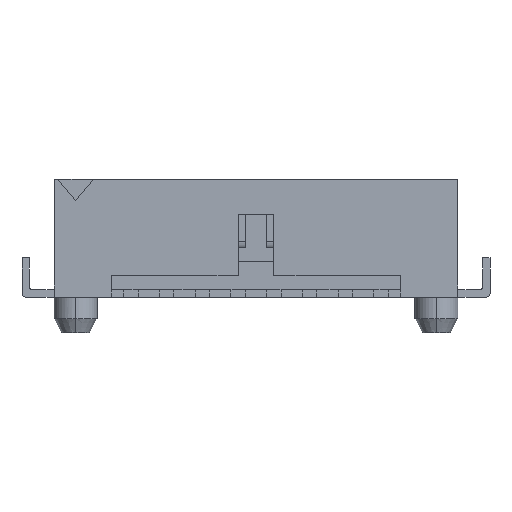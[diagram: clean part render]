
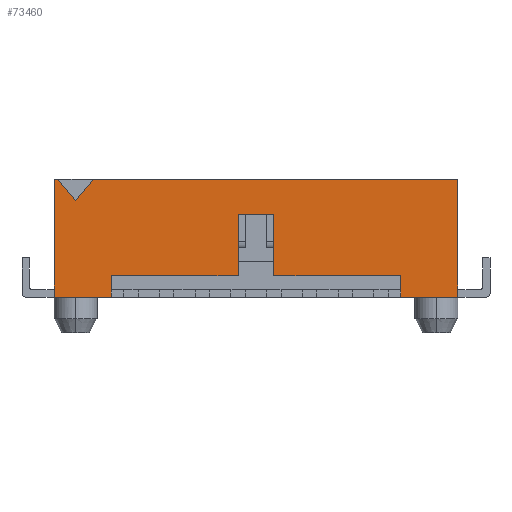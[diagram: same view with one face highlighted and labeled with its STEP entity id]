
A CAD part, left-side view. The second image highlights one B-rep face of the part: STEP entity #73460.
In plain terms, the highlighted planar face has unit normal (-1, 0, 0).
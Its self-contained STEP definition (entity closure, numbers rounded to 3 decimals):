
#5620=CARTESIAN_POINT('',(4.194,572.518,
-1.2));
#5630=VERTEX_POINT('',#5620);
#5660=CARTESIAN_POINT('',(4.194,0.,-1.2));
#5670=DIRECTION('',(0.,-1.,0.));
#5680=VECTOR('',#5670,1.);
#5690=LINE('',#5660,#5680);
#5700=CARTESIAN_POINT('',(4.194,570.918,
-1.2));
#5710=VERTEX_POINT('',#5700);
#5720=EDGE_CURVE('',#5630,#5710,#5690,.T.);
#9640=CARTESIAN_POINT('',(4.194,582.218,
-1.2));
#9650=VERTEX_POINT('',#9640);
#9680=CARTESIAN_POINT('',(4.194,580.618,
-1.2));
#9690=VERTEX_POINT('',#9680);
#9700=EDGE_CURVE('',#9650,#9690,#5690,.T.);
#21480=CARTESIAN_POINT('',(4.194,580.618,
-0.6));
#21490=VERTEX_POINT('',#21480);
#21520=CARTESIAN_POINT('',(4.194,0.,-0.6));
#21530=DIRECTION('',(0.,-1.,0.));
#21540=VECTOR('',#21530,1.);
#21550=LINE('',#21520,#21540);
#21560=CARTESIAN_POINT('',(4.194,577.068,
-0.6));
#21570=VERTEX_POINT('',#21560);
#21580=EDGE_CURVE('',#21490,#21570,#21550,.T.);
#72500=CARTESIAN_POINT('',(4.194,571.068,
0.45));
#72510=DIRECTION('',(1.,0.,0.));
#72520=DIRECTION('',(0.,0.,1.));
#72530=AXIS2_PLACEMENT_3D('',#72500,#72510,#72520);
#72540=PLANE('',#72530);
#72550=ORIENTED_EDGE('',*,*,#21580,.T.);
#72560=CARTESIAN_POINT('',(4.194,580.618,0.));
#72570=DIRECTION('',(0.,0.,1.));
#72580=VECTOR('',#72570,1.);
#72590=LINE('',#72560,#72580);
#72600=EDGE_CURVE('',#9690,#21490,#72590,.T.);
#72610=ORIENTED_EDGE('',*,*,#72600,.T.);
#72620=ORIENTED_EDGE('',*,*,#9700,.T.);
#72630=CARTESIAN_POINT('',(4.194,582.218,0.));
#72640=DIRECTION('',(0.,0.,1.));
#72650=VECTOR('',#72640,1.);
#72660=LINE('',#72630,#72650);
#72670=CARTESIAN_POINT('',(4.194,582.218,
2.1));
#72680=VERTEX_POINT('',#72670);
#72690=EDGE_CURVE('',#9650,#72680,#72660,.T.);
#72700=ORIENTED_EDGE('',*,*,#72690,.F.);
#72710=CARTESIAN_POINT('',(4.194,0.,2.1));
#72720=DIRECTION('',(0.,1.,0.));
#72730=VECTOR('',#72720,1.);
#72740=LINE('',#72710,#72730);
#72750=CARTESIAN_POINT('',(4.194,582.118,
2.1));
#72760=VERTEX_POINT('',#72750);
#72770=EDGE_CURVE('',#72760,#72680,#72740,.T.);
#72780=ORIENTED_EDGE('',*,*,#72770,.T.);
#72790=CARTESIAN_POINT('',(4.194,580.368,0.));
#72800=DIRECTION('',(0.,-0.64,-0.768));
#72810=VECTOR('',#72800,1.);
#72820=LINE('',#72790,#72810);
#72830=CARTESIAN_POINT('',(4.194,581.618,1.5));
#72840=VERTEX_POINT('',#72830);
#72850=EDGE_CURVE('',#72760,#72840,#72820,.T.);
#72860=ORIENTED_EDGE('',*,*,#72850,.F.);
#72870=CARTESIAN_POINT('',(4.194,582.868,0.));
#72880=DIRECTION('',(0.,-0.64,0.768));
#72890=VECTOR('',#72880,1.);
#72900=LINE('',#72870,#72890);
#72910=CARTESIAN_POINT('',(4.194,581.118,
2.1));
#72920=VERTEX_POINT('',#72910);
#72930=EDGE_CURVE('',#72840,#72920,#72900,.T.);
#72940=ORIENTED_EDGE('',*,*,#72930,.F.);
#72950=CARTESIAN_POINT('',(4.194,570.918,
2.1));
#72960=VERTEX_POINT('',#72950);
#72970=EDGE_CURVE('',#72960,#72920,#72740,.T.);
#72980=ORIENTED_EDGE('',*,*,#72970,.T.);
#72990=CARTESIAN_POINT('',(4.194,570.918,0.));
#73000=DIRECTION('',(0.,0.,-1.));
#73010=VECTOR('',#73000,1.);
#73020=LINE('',#72990,#73010);
#73030=EDGE_CURVE('',#72960,#5710,#73020,.T.);
#73040=ORIENTED_EDGE('',*,*,#73030,.F.);
#73050=ORIENTED_EDGE('',*,*,#5720,.T.);
#73060=CARTESIAN_POINT('',(4.194,572.518,0.));
#73070=DIRECTION('',(0.,0.,-1.));
#73080=VECTOR('',#73070,1.);
#73090=LINE('',#73060,#73080);
#73100=CARTESIAN_POINT('',(4.194,572.518,
-0.6));
#73110=VERTEX_POINT('',#73100);
#73120=EDGE_CURVE('',#73110,#5630,#73090,.T.);
#73130=ORIENTED_EDGE('',*,*,#73120,.T.);
#73140=CARTESIAN_POINT('',(4.194,0.,-0.6));
#73150=DIRECTION('',(0.,-1.,0.));
#73160=VECTOR('',#73150,1.);
#73170=LINE('',#73140,#73160);
#73180=CARTESIAN_POINT('',(4.194,576.068,
-0.6));
#73190=VERTEX_POINT('',#73180);
#73200=EDGE_CURVE('',#73190,#73110,#73170,.T.);
#73210=ORIENTED_EDGE('',*,*,#73200,.T.);
#73220=CARTESIAN_POINT('',(4.194,576.068,0.));
#73230=DIRECTION('',(0.,0.,1.));
#73240=VECTOR('',#73230,1.);
#73250=LINE('',#73220,#73240);
#73260=CARTESIAN_POINT('',(4.194,576.068,
1.1));
#73270=VERTEX_POINT('',#73260);
#73280=EDGE_CURVE('',#73190,#73270,#73250,.T.);
#73290=ORIENTED_EDGE('',*,*,#73280,.F.);
#73300=CARTESIAN_POINT('',(4.194,0.,1.1));
#73310=DIRECTION('',(0.,1.,0.));
#73320=VECTOR('',#73310,1.);
#73330=LINE('',#73300,#73320);
#73340=CARTESIAN_POINT('',(4.194,577.068,
1.1));
#73350=VERTEX_POINT('',#73340);
#73360=EDGE_CURVE('',#73270,#73350,#73330,.T.);
#73370=ORIENTED_EDGE('',*,*,#73360,.F.);
#73380=CARTESIAN_POINT('',(4.194,577.068,0.));
#73390=DIRECTION('',(0.,0.,1.));
#73400=VECTOR('',#73390,1.);
#73410=LINE('',#73380,#73400);
#73420=EDGE_CURVE('',#21570,#73350,#73410,.T.);
#73430=ORIENTED_EDGE('',*,*,#73420,.T.);
#73440=EDGE_LOOP('',(#73430,#73370,#73290,#73210,#73130,#73050,#73040,
#72980,#72940,#72860,#72780,#72700,#72620,#72610,#72550));
#73450=FACE_OUTER_BOUND('',#73440,.T.);
#73460=ADVANCED_FACE('',(#73450),#72540,.F.);
